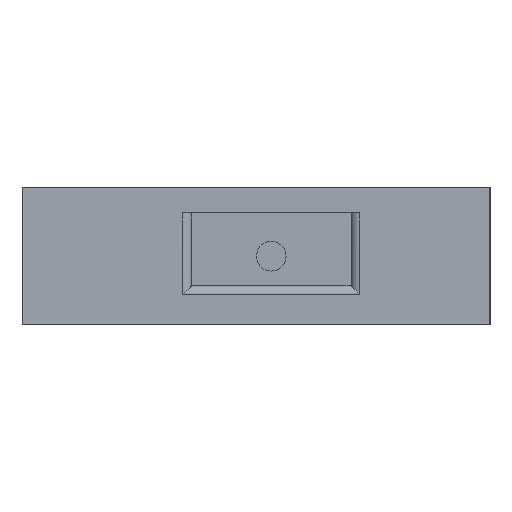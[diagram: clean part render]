
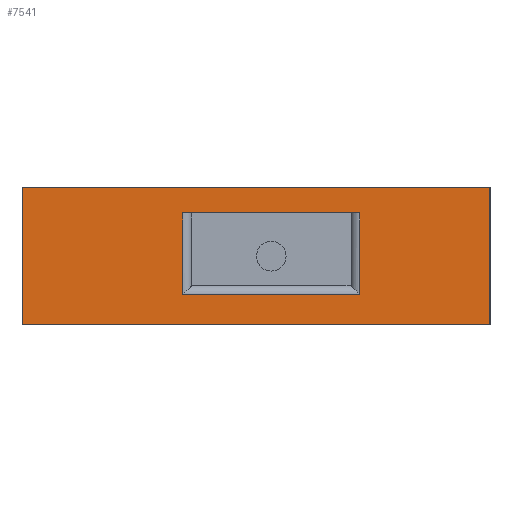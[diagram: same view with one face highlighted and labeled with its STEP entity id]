
A CAD part, left-side view. The second image highlights one B-rep face of the part: STEP entity #7541.
In plain terms, the highlighted planar face has unit normal (-1, 0, 0).
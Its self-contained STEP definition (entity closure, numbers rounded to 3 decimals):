
#16 = CARTESIAN_POINT ( 'NONE',  ( -83.458, -44.148, -29.5 ) ) ;
#244 = LINE ( 'NONE', #8925, #1961 ) ;
#471 = EDGE_CURVE ( 'NONE', #3672, #7120, #7003, .T. ) ;
#526 = CARTESIAN_POINT ( 'NONE',  ( -83.458, 23.289, 0.6 ) ) ;
#951 = ORIENTED_EDGE ( 'NONE', *, *, #3233, .T. ) ;
#1361 = DIRECTION ( 'NONE',  ( 1., 0., 0. ) ) ;
#1380 = LINE ( 'NONE', #1426, #7911 ) ;
#1426 = CARTESIAN_POINT ( 'NONE',  ( -83.458, -44.148, -29.5 ) ) ;
#1517 = DIRECTION ( 'NONE',  ( 0., 0., -1. ) ) ;
#1611 = LINE ( 'NONE', #7488, #4248 ) ;
#1961 = VECTOR ( 'NONE', #2422, 1000. ) ;
#1979 = VERTEX_POINT ( 'NONE', #7898 ) ;
#2162 = DIRECTION ( 'NONE',  ( 0., 1., 0. ) ) ;
#2422 = DIRECTION ( 'NONE',  ( 0., 0., -1. ) ) ;
#2677 = ORIENTED_EDGE ( 'NONE', *, *, #4173, .F. ) ;
#2855 = VECTOR ( 'NONE', #7550, 1000. ) ;
#2914 = ORIENTED_EDGE ( 'NONE', *, *, #8400, .F. ) ;
#2971 = LINE ( 'NONE', #8667, #6635 ) ;
#3000 = AXIS2_PLACEMENT_3D ( 'NONE', #4378, #1361, #2162 ) ;
#3233 = EDGE_CURVE ( 'NONE', #3330, #3672, #6284, .T. ) ;
#3322 = LINE ( 'NONE', #8270, #2855 ) ;
#3330 = VERTEX_POINT ( 'NONE', #6429 ) ;
#3406 = CARTESIAN_POINT ( 'NONE',  ( -83.458, 58.552, -29.5 ) ) ;
#3596 = VERTEX_POINT ( 'NONE', #6224 ) ;
#3672 = VERTEX_POINT ( 'NONE', #7311 ) ;
#3735 = EDGE_LOOP ( 'NONE', ( #8947, #4771, #2677, #8268 ) ) ;
#3832 = VECTOR ( 'NONE', #4680, 1000. ) ;
#4173 = EDGE_CURVE ( 'NONE', #6538, #3596, #8957, .T. ) ;
#4248 = VECTOR ( 'NONE', #1517, 1000. ) ;
#4295 = FACE_BOUND ( 'NONE', #8534, .T. ) ;
#4378 = CARTESIAN_POINT ( 'NONE',  ( -83.458, 58.552, 0.6 ) ) ;
#4539 = CARTESIAN_POINT ( 'NONE',  ( -83.458, 58.552, 0.6 ) ) ;
#4680 = DIRECTION ( 'NONE',  ( 0., -1., 0. ) ) ;
#4771 = ORIENTED_EDGE ( 'NONE', *, *, #9348, .F. ) ;
#4957 = PLANE ( 'NONE',  #3000 ) ;
#5369 = VECTOR ( 'NONE', #7779, 1000. ) ;
#5413 = CARTESIAN_POINT ( 'NONE',  ( -83.458, 58.552, 0.6 ) ) ;
#5492 = EDGE_CURVE ( 'NONE', #1979, #3330, #244, .T. ) ;
#5628 = CARTESIAN_POINT ( 'NONE',  ( -83.458, 23.289, -5. ) ) ;
#5664 = FACE_OUTER_BOUND ( 'NONE', #3735, .T. ) ;
#5785 = EDGE_CURVE ( 'NONE', #6538, #8273, #1611, .T. ) ;
#6215 = ORIENTED_EDGE ( 'NONE', *, *, #471, .T. ) ;
#6224 = CARTESIAN_POINT ( 'NONE',  ( -83.458, -44.148, 0.6 ) ) ;
#6284 = LINE ( 'NONE', #9186, #8230 ) ;
#6412 = VERTEX_POINT ( 'NONE', #16 ) ;
#6429 = CARTESIAN_POINT ( 'NONE',  ( -83.458, -15.584, -22.936 ) ) ;
#6538 = VERTEX_POINT ( 'NONE', #5413 ) ;
#6635 = VECTOR ( 'NONE', #8717, 1000. ) ;
#6773 = EDGE_CURVE ( 'NONE', #6412, #8273, #1380, .T. ) ;
#7003 = LINE ( 'NONE', #526, #5369 ) ;
#7120 = VERTEX_POINT ( 'NONE', #5628 ) ;
#7153 = DIRECTION ( 'NONE',  ( 0., 1., 0. ) ) ;
#7311 = CARTESIAN_POINT ( 'NONE',  ( -83.458, 23.289, -22.936 ) ) ;
#7390 = ORIENTED_EDGE ( 'NONE', *, *, #5492, .T. ) ;
#7488 = CARTESIAN_POINT ( 'NONE',  ( -83.458, 58.552, 0.6 ) ) ;
#7541 = ADVANCED_FACE ( 'NONE', ( #4295, #5664 ), #4957, .F. ) ;
#7550 = DIRECTION ( 'NONE',  ( 0., 0., -1. ) ) ;
#7779 = DIRECTION ( 'NONE',  ( 0., 0., 1. ) ) ;
#7898 = CARTESIAN_POINT ( 'NONE',  ( -83.458, -15.584, -5. ) ) ;
#7911 = VECTOR ( 'NONE', #7153, 1000. ) ;
#8230 = VECTOR ( 'NONE', #8473, 1000. ) ;
#8268 = ORIENTED_EDGE ( 'NONE', *, *, #5785, .T. ) ;
#8270 = CARTESIAN_POINT ( 'NONE',  ( -83.458, -44.148, 0.6 ) ) ;
#8273 = VERTEX_POINT ( 'NONE', #3406 ) ;
#8400 = EDGE_CURVE ( 'NONE', #1979, #7120, #2971, .T. ) ;
#8473 = DIRECTION ( 'NONE',  ( 0., 1., 0. ) ) ;
#8534 = EDGE_LOOP ( 'NONE', ( #6215, #2914, #7390, #951 ) ) ;
#8667 = CARTESIAN_POINT ( 'NONE',  ( -83.458, 21.352, -5. ) ) ;
#8717 = DIRECTION ( 'NONE',  ( 0., 1., 0. ) ) ;
#8925 = CARTESIAN_POINT ( 'NONE',  ( -83.458, -15.584, 0.6 ) ) ;
#8947 = ORIENTED_EDGE ( 'NONE', *, *, #6773, .F. ) ;
#8957 = LINE ( 'NONE', #4539, #3832 ) ;
#9186 = CARTESIAN_POINT ( 'NONE',  ( -83.458, 58.552, -22.936 ) ) ;
#9348 = EDGE_CURVE ( 'NONE', #3596, #6412, #3322, .T. ) ;
